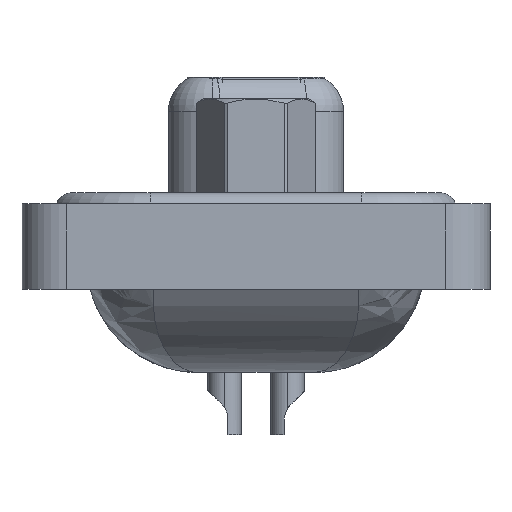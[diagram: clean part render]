
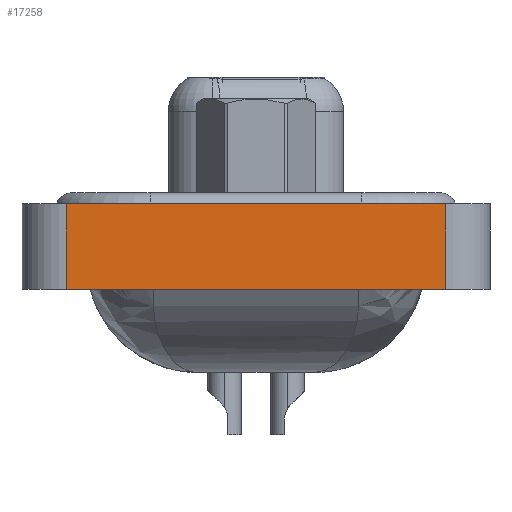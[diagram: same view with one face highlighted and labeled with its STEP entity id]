
A CAD part, left-side view. The second image highlights one B-rep face of the part: STEP entity #17258.
In plain terms, the highlighted planar face has unit normal (-1, 0, 0).
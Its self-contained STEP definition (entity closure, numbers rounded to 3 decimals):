
#1118 = CARTESIAN_POINT ( 'NONE',  ( -7.225, -8.55, -3.35 ) ) ;
#1440 = CARTESIAN_POINT ( 'NONE',  ( -7.225, 8.55, -3.35 ) ) ;
#3090 = VECTOR ( 'NONE', #8924, 1000. ) ;
#3523 = CARTESIAN_POINT ( 'NONE',  ( -7.225, -8.55, 0.5 ) ) ;
#3737 = VERTEX_POINT ( 'NONE', #23577 ) ;
#3761 = DIRECTION ( 'NONE',  ( -1., 0., 0. ) ) ;
#4777 = ORIENTED_EDGE ( 'NONE', *, *, #6352, .T. ) ;
#5502 = ORIENTED_EDGE ( 'NONE', *, *, #21377, .F. ) ;
#5523 = FACE_OUTER_BOUND ( 'NONE', #28268, .T. ) ;
#6352 = EDGE_CURVE ( 'NONE', #25936, #15539, #23525, .T. ) ;
#6715 = LINE ( 'NONE', #26952, #16409 ) ;
#8073 = CARTESIAN_POINT ( 'NONE',  ( -7.225, -8.55, -3.35 ) ) ;
#8924 = DIRECTION ( 'NONE',  ( 0., 0., 1. ) ) ;
#12564 = ORIENTED_EDGE ( 'NONE', *, *, #17402, .F. ) ;
#12613 = DIRECTION ( 'NONE',  ( 0., 0., 1. ) ) ;
#12761 = DIRECTION ( 'NONE',  ( 0., 0., 1. ) ) ;
#12921 = DIRECTION ( 'NONE',  ( 0., -1., 0. ) ) ;
#14800 = CARTESIAN_POINT ( 'NONE',  ( -7.225, -8.55, -3.35 ) ) ;
#14831 = DIRECTION ( 'NONE',  ( 0., -1., 0. ) ) ;
#15539 = VERTEX_POINT ( 'NONE', #3523 ) ;
#15544 = CARTESIAN_POINT ( 'NONE',  ( -7.225, 8.55, -3.35 ) ) ;
#16409 = VECTOR ( 'NONE', #12921, 1000. ) ;
#16529 = VECTOR ( 'NONE', #12613, 1000. ) ;
#17258 = ADVANCED_FACE ( 'NONE', ( #5523 ), #28284, .T. ) ;
#17402 = EDGE_CURVE ( 'NONE', #26884, #3737, #18058, .T. ) ;
#18058 = LINE ( 'NONE', #15544, #3090 ) ;
#19136 = ORIENTED_EDGE ( 'NONE', *, *, #24598, .T. ) ;
#21000 = AXIS2_PLACEMENT_3D ( 'NONE', #1118, #3761, #12761 ) ;
#21377 = EDGE_CURVE ( 'NONE', #3737, #15539, #6715, .T. ) ;
#23525 = LINE ( 'NONE', #14800, #16529 ) ;
#23577 = CARTESIAN_POINT ( 'NONE',  ( -7.225, 8.55, 0.5 ) ) ;
#24598 = EDGE_CURVE ( 'NONE', #26884, #25936, #28302, .T. ) ;
#25203 = VECTOR ( 'NONE', #14831, 1000. ) ;
#25936 = VERTEX_POINT ( 'NONE', #27744 ) ;
#26884 = VERTEX_POINT ( 'NONE', #1440 ) ;
#26952 = CARTESIAN_POINT ( 'NONE',  ( -7.225, -8.55, 0.5 ) ) ;
#27744 = CARTESIAN_POINT ( 'NONE',  ( -7.225, -8.55, -3.35 ) ) ;
#28268 = EDGE_LOOP ( 'NONE', ( #4777, #5502, #12564, #19136 ) ) ;
#28284 = PLANE ( 'NONE',  #21000 ) ;
#28302 = LINE ( 'NONE', #8073, #25203 ) ;
